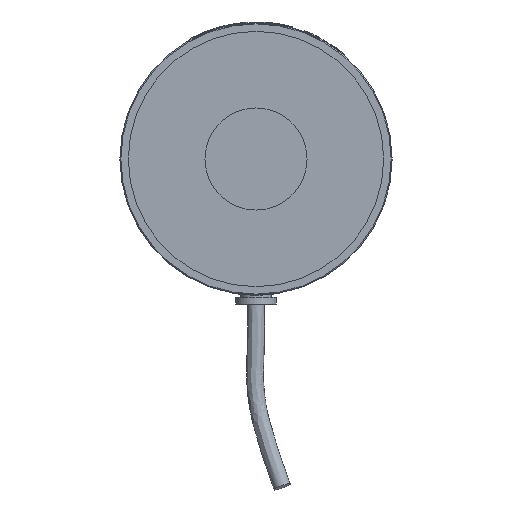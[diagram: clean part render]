
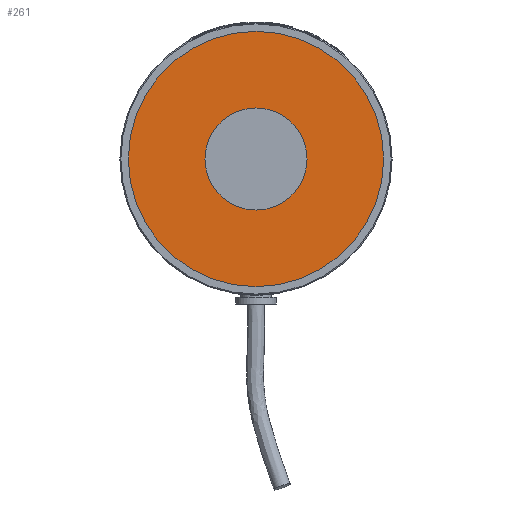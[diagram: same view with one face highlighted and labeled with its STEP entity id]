
A CAD part, front view. The second image highlights one B-rep face of the part: STEP entity #261.
In plain terms, the highlighted planar face has unit normal (0, -1, 0).
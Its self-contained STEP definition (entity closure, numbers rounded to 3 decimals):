
#261 = ADVANCED_FACE( '', ( #604, #605 ), #606, .F. );
#604 = FACE_BOUND( '', #1754, .T. );
#605 = FACE_OUTER_BOUND( '', #1755, .T. );
#606 = PLANE( '', #1756 );
#1754 = EDGE_LOOP( '', ( #4117 ) );
#1755 = EDGE_LOOP( '', ( #4118 ) );
#1756 = AXIS2_PLACEMENT_3D( '', #4119, #4120, #4121 );
#4117 = ORIENTED_EDGE( '', *, *, #5028, .T. );
#4118 = ORIENTED_EDGE( '', *, *, #4903, .F. );
#4119 = CARTESIAN_POINT( '', ( 0., -44.5, 0. ) );
#4120 = DIRECTION( '', ( 0., 1., 0. ) );
#4121 = DIRECTION( '', ( 0., 0., 1. ) );
#4903 = EDGE_CURVE( '', #5356, #5356, #5357, .T. );
#5028 = EDGE_CURVE( '', #5563, #5563, #5564, .T. );
#5356 = VERTEX_POINT( '', #6093 );
#5357 = CIRCLE( '', #6094, 37.5 );
#5563 = VERTEX_POINT( '', #7412 );
#5564 = CIRCLE( '', #7413, 15. );
#6093 = CARTESIAN_POINT( '', ( 0., -44.5, -37.5 ) );
#6094 = AXIS2_PLACEMENT_3D( '', #8864, #8865, #8866 );
#7412 = CARTESIAN_POINT( '', ( 0., -44.5, -15. ) );
#7413 = AXIS2_PLACEMENT_3D( '', #8900, #8901, #8902 );
#8864 = CARTESIAN_POINT( '', ( 0., -44.5, 0. ) );
#8865 = DIRECTION( '', ( 0., 1., 0. ) );
#8866 = DIRECTION( '', ( 0., 0., -1. ) );
#8900 = CARTESIAN_POINT( '', ( 0., -44.5, 0. ) );
#8901 = DIRECTION( '', ( 0., 1., 0. ) );
#8902 = DIRECTION( '', ( 0., 0., -1. ) );
